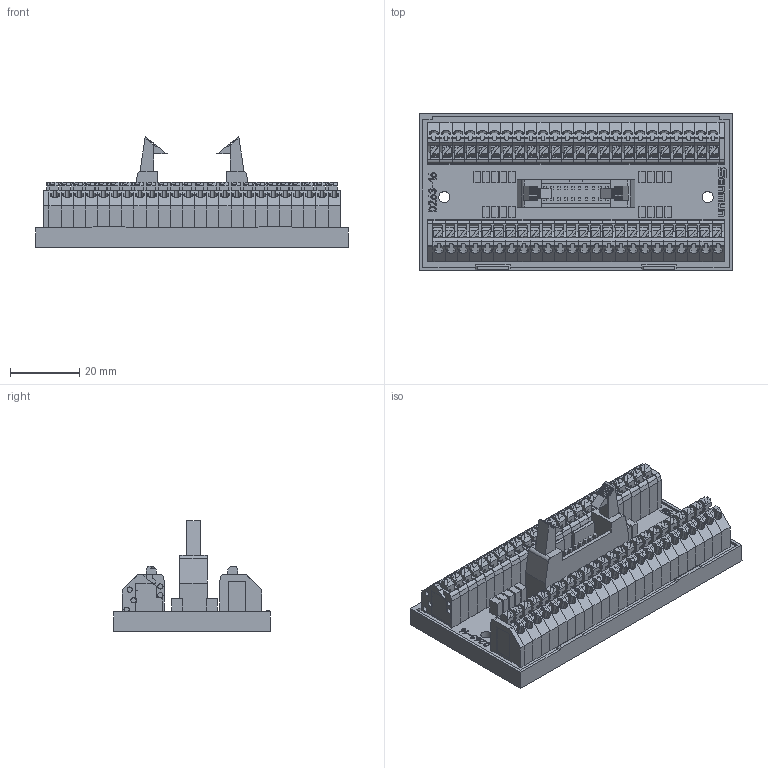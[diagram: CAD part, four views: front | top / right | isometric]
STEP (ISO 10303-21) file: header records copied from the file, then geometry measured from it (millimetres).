
FILE_DESCRIPTION(/* description */ (''),/* implementation_level */ '2;1');
FILE_NAME(/* name */ 'D263-16 3D.stp',/* time_stamp */ '2024-08-14T17:13:11+08:00',/* author */ (''),/* organization */ (''),/* preprocessor_version */ 'ST-DEVELOPER v14',/* originating_system */ 'SIEMENS PLM Software NX 8.0',/* authorisation */ '');
FILE_SCHEMA (('AUTOMOTIVE_DESIGN { 1 0 10303 214 3 1 1 1 }'));
Products named in the file (1): D263-16 3D_stp
Bounding box: 90.2 x 45.2 x 31.9 mm (x, y, z)
Volume: 44378.2 mm3; surface area: 38997.6 mm2
Topology: 52 solids, 52 shells, 4841 faces, 13621 edges, 9060 vertices
Faces by surface type: plane 3547, cylinder 1271, extrusion 23
Full cylindrical faces by diameter (mm): 1.497 x12, 3.2 x2
Entity records: 157799 total; most frequent: CARTESIAN_POINT 28309, ORIENTED_EDGE 27194, DIRECTION 25848, EDGE_CURVE 13597, VECTOR 10986, LINE 10963, VERTEX_POINT 9060, AXIS2_PLACEMENT_3D 7431
